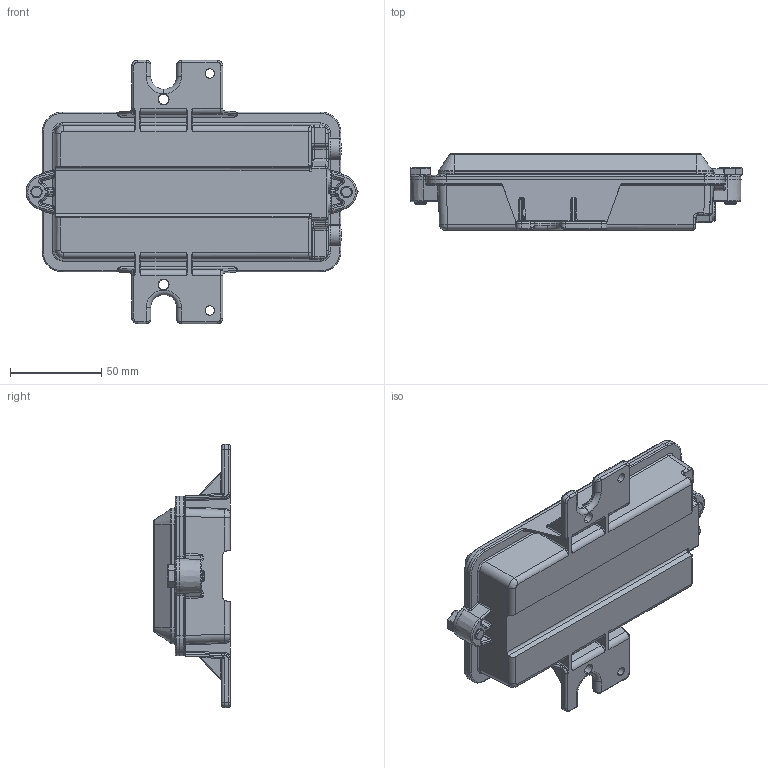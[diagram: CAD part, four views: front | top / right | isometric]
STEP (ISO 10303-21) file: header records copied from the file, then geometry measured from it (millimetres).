
FILE_DESCRIPTION (( 'STEP AP214' ), '1' );
FILE_NAME ('1101-1158-E.STEP', '2019-01-16T19:47:28', ( '' ), ( '' ), 'SwSTEP 2.0', 'SolidWorks 2018', '' );
FILE_SCHEMA (( 'AUTOMOTIVE_DESIGN' ));
Length unit declared in the file: inch
Products named in the file (20): Water Proof Seal^2004-173; 2102-478; 2003-3096; 2004-149-AL; 2004-173; 2109-134; 1000-1284; 2021-374-X^2021-374; 2021-374; 1101-1158-E; 2021-374-X^2021-374_2021-374-X
Assembly tree (11 placements, depth 5):
  2102-478
  2003-3096
  2004-149-AL
  2102-478
  2109-134
Bounding box: 182.03 x 41.86 x 144.46 mm (x, y, z)
Volume: 122732.5 mm3; surface area: 115884.1 mm2
Topology: 9 solids, 9 shells, 3223 faces, 8097 edges, 5025 vertices
Faces by surface type: plane 1452, bspline 739, cylinder 707, torus 151, cone 114, sphere 60
Entity records: 127901 total; most frequent: CARTESIAN_POINT 53159, ORIENTED_EDGE 15676, DIRECTION 12372, EDGE_CURVE 7838, VERTEX_POINT 4917, LINE 4786, VECTOR 4786, AXIS2_PLACEMENT_3D 3793
